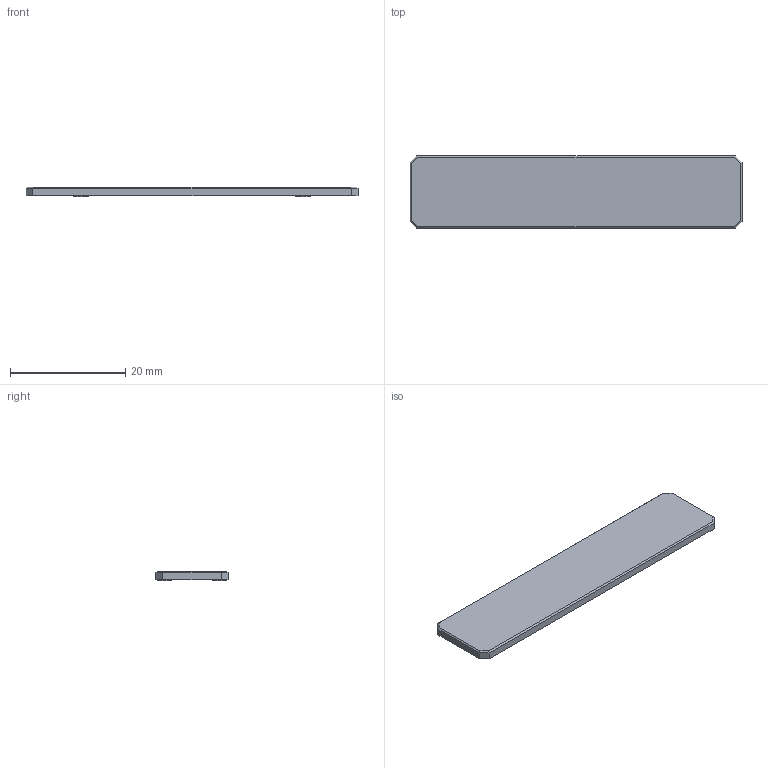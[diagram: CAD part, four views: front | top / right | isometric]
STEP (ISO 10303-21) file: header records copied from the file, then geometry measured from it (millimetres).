
FILE_DESCRIPTION(/* description */ (''),/* implementation_level */ '2;1');
FILE_NAME(/* name */ 'BADGE.step',/* time_stamp */ '2022-10-18T15:13:14-04:00',/* author */ (''),/* organization */ (''),/* preprocessor_version */ 'ST-DEVELOPER v19',/* originating_system */ 'Autodesk Translation Framework v11.7.0.108',/* authorisation */ '');
FILE_SCHEMA (('AUTOMOTIVE_DESIGN { 1 0 10303 214 3 1 1 }'));
Length unit declared in the file: millimetre
Products named in the file (1): BADGE
Bounding box: 57.65 x 12.55 x 1.65 mm (x, y, z)
Volume: 928.1 mm3; surface area: 1734.9 mm2
Topology: 5 solids, 5 shells, 35 faces, 64 edges, 40 vertices
Faces by surface type: plane 31, cylinder 4
Full cylindrical faces by diameter (mm): 2.6 x4
Entity records: 871 total; most frequent: DIRECTION 144, CARTESIAN_POINT 140, ORIENTED_EDGE 128, EDGE_CURVE 64, LINE 56, VECTOR 56, AXIS2_PLACEMENT_3D 44, VERTEX_POINT 40
